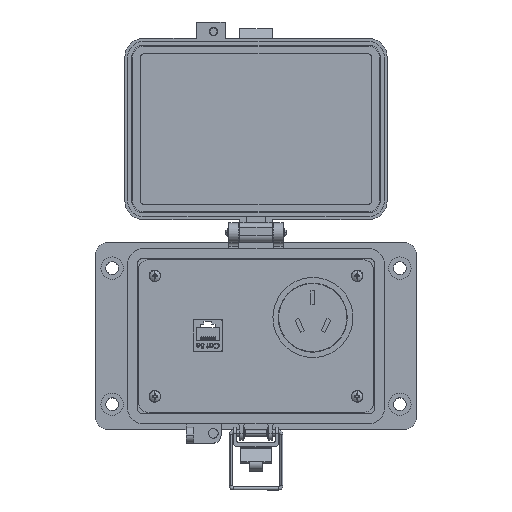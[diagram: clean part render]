
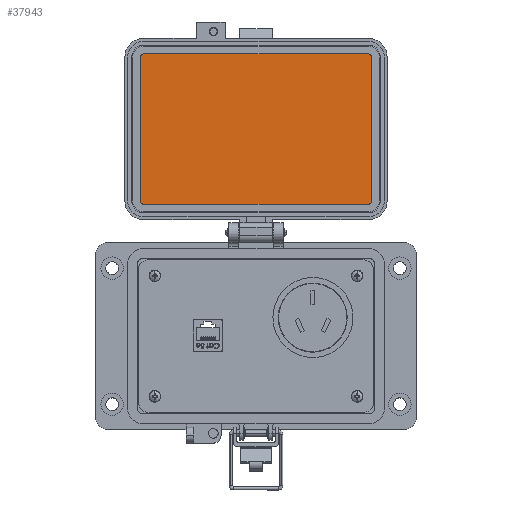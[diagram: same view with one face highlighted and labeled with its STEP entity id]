
A CAD part, top view. The second image highlights one B-rep face of the part: STEP entity #37943.
In plain terms, the highlighted planar face has unit normal (0, 0, 1).
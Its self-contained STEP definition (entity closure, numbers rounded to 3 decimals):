
#920 = DIRECTION ( 'NONE',  ( 0., 0., -1. ) ) ;
#2825 = DIRECTION ( 'NONE',  ( 0., 0., 1. ) ) ;
#5251 = CIRCLE ( 'NONE', #29371, 1.785 ) ;
#6005 = VERTEX_POINT ( 'NONE', #7367 ) ;
#7069 = EDGE_CURVE ( 'NONE', #6005, #57751, #63751, .T. ) ;
#7367 = CARTESIAN_POINT ( 'NONE',  ( 59.502, 143.334, 8.694 ) ) ;
#8908 = CARTESIAN_POINT ( 'NONE',  ( 57.717, 67.765, 8.694 ) ) ;
#10878 = CIRCLE ( 'NONE', #53214, 1.785 ) ;
#12346 = EDGE_CURVE ( 'NONE', #57751, #23331, #53216, .T. ) ;
#12483 = EDGE_CURVE ( 'NONE', #61547, #6005, #5251, .T. ) ;
#13150 = AXIS2_PLACEMENT_3D ( 'NONE', #16675, #53777, #22046 ) ;
#13383 = LINE ( 'NONE', #39958, #27564 ) ;
#14248 = DIRECTION ( 'NONE',  ( 0., 0., -1. ) ) ;
#15141 = ORIENTED_EDGE ( 'NONE', *, *, #12483, .F. ) ;
#15184 = VERTEX_POINT ( 'NONE', #45944 ) ;
#16675 = CARTESIAN_POINT ( 'NONE',  ( -57.72, 69.55, 8.694 ) ) ;
#17389 = EDGE_LOOP ( 'NONE', ( #44994, #62314, #35700, #50512, #22383, #32653, #15141, #45324 ) ) ;
#17765 = CARTESIAN_POINT ( 'NONE',  ( 59.502, 69.55, 8.694 ) ) ;
#18415 = DIRECTION ( 'NONE',  ( 0., 1., 0. ) ) ;
#20527 = DIRECTION ( 'NONE',  ( 0., 0., -1. ) ) ;
#21568 = EDGE_CURVE ( 'NONE', #15184, #61547, #13383, .T. ) ;
#21801 = VECTOR ( 'NONE', #18415, 1000. ) ;
#22046 = DIRECTION ( 'NONE',  ( 0., -1., 0. ) ) ;
#22383 = ORIENTED_EDGE ( 'NONE', *, *, #12346, .F. ) ;
#23331 = VERTEX_POINT ( 'NONE', #8908 ) ;
#27564 = VECTOR ( 'NONE', #61085, 1000. ) ;
#29371 = AXIS2_PLACEMENT_3D ( 'NONE', #52258, #20527, #57643 ) ;
#29963 = EDGE_CURVE ( 'NONE', #61282, #15184, #10878, .T. ) ;
#30595 = FACE_OUTER_BOUND ( 'NONE', #17389, .T. ) ;
#32639 = CARTESIAN_POINT ( 'NONE',  ( -57.72, 143.334, 8.694 ) ) ;
#32653 = ORIENTED_EDGE ( 'NONE', *, *, #7069, .F. ) ;
#33992 = CARTESIAN_POINT ( 'NONE',  ( -57.72, 67.765, 8.694 ) ) ;
#34555 = CARTESIAN_POINT ( 'NONE',  ( -30.745, 145.119, 8.694 ) ) ;
#35700 = ORIENTED_EDGE ( 'NONE', *, *, #55129, .F. ) ;
#36251 = CARTESIAN_POINT ( 'NONE',  ( -59.505, 143.334, 8.694 ) ) ;
#37102 = CARTESIAN_POINT ( 'NONE',  ( -59.505, 69.55, 8.694 ) ) ;
#37915 = DIRECTION ( 'NONE',  ( 0., -1., 0. ) ) ;
#37943 = ADVANCED_FACE ( 'NONE', ( #30595 ), #60769, .T. ) ;
#39291 = DIRECTION ( 'NONE',  ( -1., 0., 0. ) ) ;
#39720 = CIRCLE ( 'NONE', #13150, 1.785 ) ;
#39846 = DIRECTION ( 'NONE',  ( 0., -1., 0. ) ) ;
#39958 = CARTESIAN_POINT ( 'NONE',  ( 57.717, 145.119, 8.694 ) ) ;
#40876 = VERTEX_POINT ( 'NONE', #65751 ) ;
#42510 = EDGE_CURVE ( 'NONE', #44828, #61282, #51627, .T. ) ;
#44519 = CARTESIAN_POINT ( 'NONE',  ( 59.502, 69.55, 8.694 ) ) ;
#44828 = VERTEX_POINT ( 'NONE', #37102 ) ;
#44994 = ORIENTED_EDGE ( 'NONE', *, *, #29963, .F. ) ;
#45324 = ORIENTED_EDGE ( 'NONE', *, *, #21568, .F. ) ;
#45944 = CARTESIAN_POINT ( 'NONE',  ( -57.72, 145.119, 8.694 ) ) ;
#46019 = CARTESIAN_POINT ( 'NONE',  ( 57.717, 69.55, 8.694 ) ) ;
#48675 = VECTOR ( 'NONE', #39291, 1000. ) ;
#49577 = VECTOR ( 'NONE', #60536, 1000. ) ;
#50512 = ORIENTED_EDGE ( 'NONE', *, *, #67713, .F. ) ;
#51340 = DIRECTION ( 'NONE',  ( 0., -1., 0. ) ) ;
#51627 = LINE ( 'NONE', #64633, #21801 ) ;
#51971 = AXIS2_PLACEMENT_3D ( 'NONE', #46019, #14248, #51340 ) ;
#52258 = CARTESIAN_POINT ( 'NONE',  ( 57.717, 143.334, 8.694 ) ) ;
#53214 = AXIS2_PLACEMENT_3D ( 'NONE', #32639, #920, #37915 ) ;
#53216 = CIRCLE ( 'NONE', #51971, 1.785 ) ;
#53777 = DIRECTION ( 'NONE',  ( 0., 0., -1. ) ) ;
#55129 = EDGE_CURVE ( 'NONE', #40876, #44828, #39720, .T. ) ;
#57643 = DIRECTION ( 'NONE',  ( 0., -1., 0. ) ) ;
#57751 = VERTEX_POINT ( 'NONE', #17765 ) ;
#60536 = DIRECTION ( 'NONE',  ( 0., -1., 0. ) ) ;
#60769 = PLANE ( 'NONE',  #65674 ) ;
#61085 = DIRECTION ( 'NONE',  ( 1., 0., 0. ) ) ;
#61282 = VERTEX_POINT ( 'NONE', #36251 ) ;
#61547 = VERTEX_POINT ( 'NONE', #65395 ) ;
#62314 = ORIENTED_EDGE ( 'NONE', *, *, #42510, .F. ) ;
#62828 = LINE ( 'NONE', #33992, #48675 ) ;
#63751 = LINE ( 'NONE', #44519, #49577 ) ;
#64633 = CARTESIAN_POINT ( 'NONE',  ( -59.505, 143.334, 8.694 ) ) ;
#65395 = CARTESIAN_POINT ( 'NONE',  ( 57.717, 145.119, 8.694 ) ) ;
#65674 = AXIS2_PLACEMENT_3D ( 'NONE', #34555, #2825, #39846 ) ;
#65751 = CARTESIAN_POINT ( 'NONE',  ( -57.72, 67.765, 8.694 ) ) ;
#67713 = EDGE_CURVE ( 'NONE', #23331, #40876, #62828, .T. ) ;
